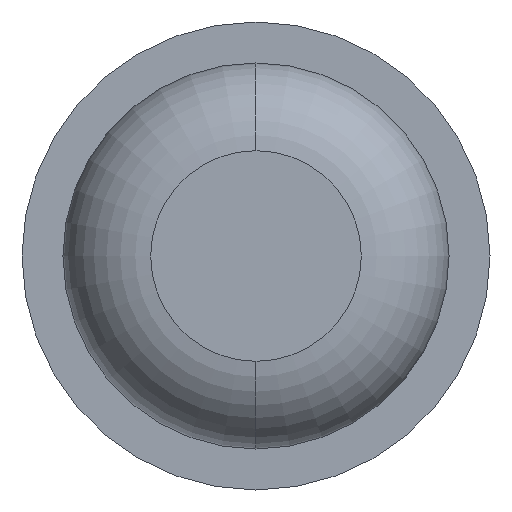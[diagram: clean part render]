
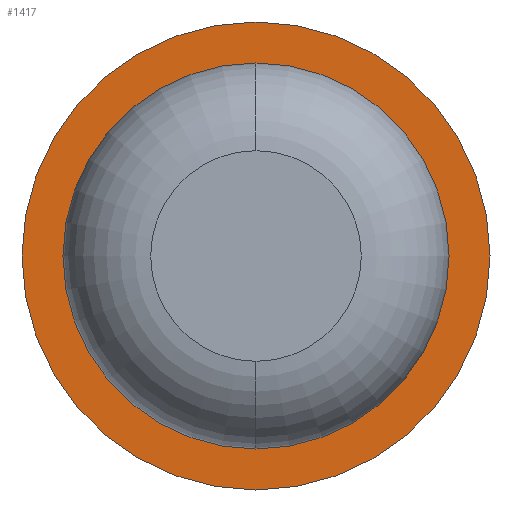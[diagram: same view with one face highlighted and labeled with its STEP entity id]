
A CAD part, front view. The second image highlights one B-rep face of the part: STEP entity #1417.
In plain terms, the highlighted planar face has unit normal (0, -1, 0).
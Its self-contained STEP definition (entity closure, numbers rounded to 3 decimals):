
#2 = VERTEX_POINT ( 'NONE', #307 ) ;
#62 = ORIENTED_EDGE ( 'NONE', *, *, #1936, .F. ) ;
#307 = CARTESIAN_POINT ( 'NONE',  ( 0., -4., -0.825 ) ) ;
#323 = EDGE_LOOP ( 'NONE', ( #2743, #62 ) ) ;
#372 = DIRECTION ( 'NONE',  ( -1., 0., 0. ) ) ;
#407 = DIRECTION ( 'NONE',  ( -1., 0., 0. ) ) ;
#480 = AXIS2_PLACEMENT_3D ( 'NONE', #1684, #3298, #372 ) ;
#518 = CARTESIAN_POINT ( 'NONE',  ( -1., -4., 0. ) ) ;
#642 = AXIS2_PLACEMENT_3D ( 'NONE', #4256, #1672, #1953 ) ;
#669 = EDGE_CURVE ( 'Defeature ausgef�hrt1_6+Defeature ausgef�hrt1_5+Defeature ausgef�hrt1_5+Defeature ausgef�hrt1_5', #4220, #3412, #3825, .T. ) ;
#833 = AXIS2_PLACEMENT_3D ( 'NONE', #2405, #3661, #407 ) ;
#947 = DIRECTION ( 'NONE',  ( 0., 1., 0. ) ) ;
#1202 = ORIENTED_EDGE ( 'NONE', *, *, #3233, .T. ) ;
#1205 = CIRCLE ( 'NONE', #4079, 0.825 ) ;
#1273 = DIRECTION ( 'NONE',  ( -1., 0., 0. ) ) ;
#1302 = FACE_BOUND ( 'NONE', #2390, .T. ) ;
#1323 = PLANE ( 'NONE',  #642 ) ;
#1360 = AXIS2_PLACEMENT_3D ( 'NONE', #4144, #4164, #1273 ) ;
#1417 = ADVANCED_FACE ( 'Defeature ausgef�hrt1_5', ( #2547, #1302 ), #1323, .F. ) ;
#1672 = DIRECTION ( 'NONE',  ( 0., 1., 0. ) ) ;
#1684 = CARTESIAN_POINT ( 'NONE',  ( 0., -4., 0. ) ) ;
#1936 = EDGE_CURVE ( 'Defeature ausgef�hrt1_6+Defeature ausgef�hrt1_5+Defeature ausgef�hrt1_5+Defeature ausgef�hrt1_5', #3412, #4220, #2738, .T. ) ;
#1953 = DIRECTION ( 'NONE',  ( -1., 0., 0. ) ) ;
#2085 = CARTESIAN_POINT ( 'NONE',  ( 0., -4., 0.825 ) ) ;
#2390 = EDGE_LOOP ( 'NONE', ( #1202, #4092 ) ) ;
#2405 = CARTESIAN_POINT ( 'NONE',  ( 0., -4., 0. ) ) ;
#2547 = FACE_OUTER_BOUND ( 'NONE', #323, .T. ) ;
#2738 = CIRCLE ( 'NONE', #480, 1. ) ;
#2743 = ORIENTED_EDGE ( 'NONE', *, *, #669, .F. ) ;
#2902 = DIRECTION ( 'NONE',  ( -1., 0., 0. ) ) ;
#3142 = CARTESIAN_POINT ( 'NONE',  ( 1., -4., 0. ) ) ;
#3233 = EDGE_CURVE ( 'Defeature ausgef�hrt1_5+Defeature ausgef�hrt1_0+Defeature ausgef�hrt1_0+Defeature ausgef�hrt1_0', #4063, #2, #1205, .T. ) ;
#3298 = DIRECTION ( 'NONE',  ( 0., 1., 0. ) ) ;
#3412 = VERTEX_POINT ( 'NONE', #3142 ) ;
#3545 = CARTESIAN_POINT ( 'NONE',  ( 0., -4., 0. ) ) ;
#3575 = CIRCLE ( 'NONE', #1360, 0.825 ) ;
#3661 = DIRECTION ( 'NONE',  ( 0., 1., 0. ) ) ;
#3825 = CIRCLE ( 'NONE', #833, 1. ) ;
#3843 = EDGE_CURVE ( 'Defeature ausgef�hrt1_5+Defeature ausgef�hrt1_0+Defeature ausgef�hrt1_0+Defeature ausgef�hrt1_0', #2, #4063, #3575, .T. ) ;
#4063 = VERTEX_POINT ( 'NONE', #2085 ) ;
#4079 = AXIS2_PLACEMENT_3D ( 'NONE', #3545, #947, #2902 ) ;
#4092 = ORIENTED_EDGE ( 'NONE', *, *, #3843, .T. ) ;
#4144 = CARTESIAN_POINT ( 'NONE',  ( 0., -4., 0. ) ) ;
#4164 = DIRECTION ( 'NONE',  ( 0., 1., 0. ) ) ;
#4220 = VERTEX_POINT ( 'NONE', #518 ) ;
#4256 = CARTESIAN_POINT ( 'NONE',  ( 0.825, -4., 0. ) ) ;
